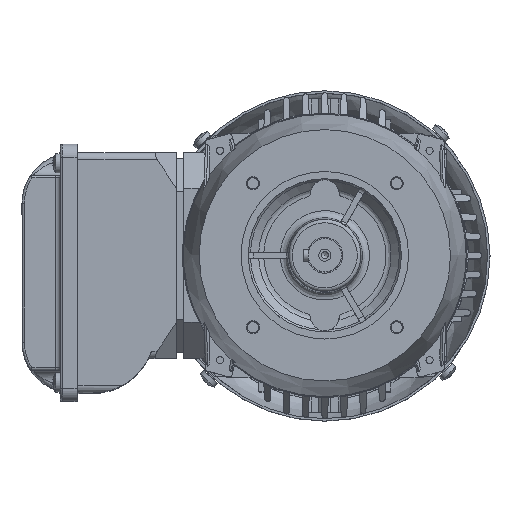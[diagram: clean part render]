
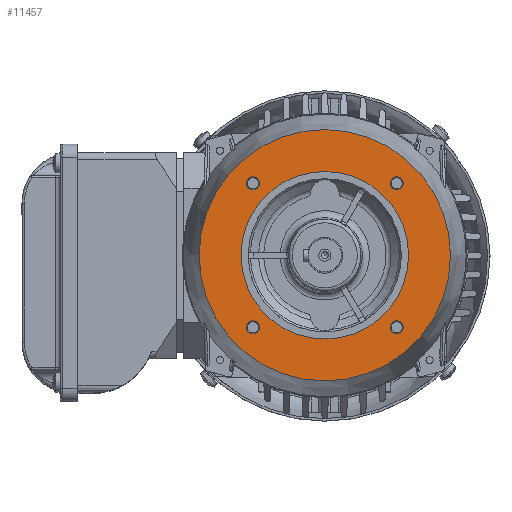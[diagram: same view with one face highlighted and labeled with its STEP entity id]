
A CAD part, top view. The second image highlights one B-rep face of the part: STEP entity #11457.
In plain terms, the highlighted planar face has unit normal (0, 0, 1).
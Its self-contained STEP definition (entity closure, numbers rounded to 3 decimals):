
#5632=FACE_BOUND('',#18063,.T.);
#5633=FACE_BOUND('',#18064,.T.);
#5634=FACE_BOUND('',#18065,.T.);
#5635=FACE_BOUND('',#18066,.T.);
#5636=FACE_BOUND('',#18067,.T.);
#5637=FACE_BOUND('',#18068,.T.);
#6943=CIRCLE('',#53627,35.);
#6946=CIRCLE('',#53633,2.723);
#6949=CIRCLE('',#53639,2.723);
#6952=CIRCLE('',#53645,2.723);
#6955=CIRCLE('',#53651,2.723);
#6956=CIRCLE('',#53653,52.493);
#11457=ADVANCED_FACE('',(#5632,#5633,#5634,#5635,#5636,#5637),#12955,.F.);
#12955=PLANE('',#53654);
#18063=EDGE_LOOP('',(#30382));
#18064=EDGE_LOOP('',(#30383));
#18065=EDGE_LOOP('',(#30384));
#18066=EDGE_LOOP('',(#30385));
#18067=EDGE_LOOP('',(#30386));
#18068=EDGE_LOOP('',(#30387));
#30382=ORIENTED_EDGE('',*,*,#43004,.F.);
#30383=ORIENTED_EDGE('',*,*,#43007,.T.);
#30384=ORIENTED_EDGE('',*,*,#43010,.F.);
#30385=ORIENTED_EDGE('',*,*,#43013,.F.);
#30386=ORIENTED_EDGE('',*,*,#43016,.T.);
#30387=ORIENTED_EDGE('',*,*,#43017,.F.);
#36394=VERTEX_POINT('',#96318);
#36397=VERTEX_POINT('',#96327);
#36400=VERTEX_POINT('',#96336);
#36403=VERTEX_POINT('',#96345);
#36406=VERTEX_POINT('',#96354);
#36407=VERTEX_POINT('',#96357);
#43004=EDGE_CURVE('',#36394,#36394,#6943,.T.);
#43007=EDGE_CURVE('',#36397,#36397,#6946,.T.);
#43010=EDGE_CURVE('',#36400,#36400,#6949,.T.);
#43013=EDGE_CURVE('',#36403,#36403,#6952,.T.);
#43016=EDGE_CURVE('',#36406,#36406,#6955,.T.);
#43017=EDGE_CURVE('',#36407,#36407,#6956,.T.);
#53627=AXIS2_PLACEMENT_3D('',#96317,#63495,#63496);
#53633=AXIS2_PLACEMENT_3D('',#96326,#63507,#63508);
#53639=AXIS2_PLACEMENT_3D('',#96335,#63519,#63520);
#53645=AXIS2_PLACEMENT_3D('',#96344,#63531,#63532);
#53651=AXIS2_PLACEMENT_3D('',#96353,#63543,#63544);
#53653=AXIS2_PLACEMENT_3D('',#96356,#63547,#63548);
#53654=AXIS2_PLACEMENT_3D('',#96358,#63549,#63550);
#63495=DIRECTION('',(0.,0.,1.));
#63496=DIRECTION('',(-1.,0.,0.));
#63507=DIRECTION('',(0.,0.,-1.));
#63508=DIRECTION('',(0.,1.,0.));
#63519=DIRECTION('',(0.,0.,1.));
#63520=DIRECTION('',(0.,-1.,0.));
#63531=DIRECTION('',(0.,0.,1.));
#63532=DIRECTION('',(0.,1.,0.));
#63543=DIRECTION('',(0.,0.,-1.));
#63544=DIRECTION('',(0.,-1.,0.));
#63547=DIRECTION('',(0.,0.,-1.));
#63548=DIRECTION('',(0.,-1.,0.));
#63549=DIRECTION('',(0.,0.,-1.));
#63550=DIRECTION('',(0.,1.,0.));
#96317=CARTESIAN_POINT('',(0.,0.,2.));
#96318=CARTESIAN_POINT('',(-35.,0.,2.));
#96326=CARTESIAN_POINT('',(30.05,30.05,2.));
#96327=CARTESIAN_POINT('',(30.05,32.773,2.));
#96335=CARTESIAN_POINT('',(30.05,-30.05,2.));
#96336=CARTESIAN_POINT('',(30.05,-32.773,2.));
#96344=CARTESIAN_POINT('',(-30.05,30.05,2.));
#96345=CARTESIAN_POINT('',(-30.05,32.773,2.));
#96353=CARTESIAN_POINT('',(-30.05,-30.05,2.));
#96354=CARTESIAN_POINT('',(-30.05,-32.773,2.));
#96356=CARTESIAN_POINT('',(0.,0.,
2.));
#96357=CARTESIAN_POINT('',(0.,-52.493,2.));
#96358=CARTESIAN_POINT('',(-66.021,-66.705,2.));
